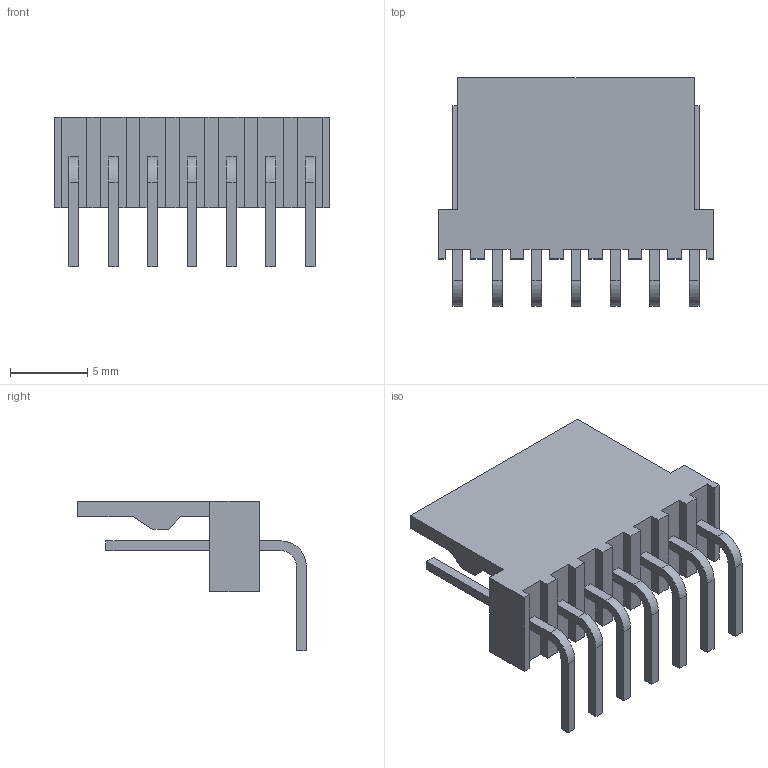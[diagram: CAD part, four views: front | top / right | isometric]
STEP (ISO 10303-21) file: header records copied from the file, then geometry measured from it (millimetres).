
FILE_DESCRIPTION((''),'2;1');
FILE_NAME('MOLEX_22-05-7078.stp','2013-06-20T09:16:27',(''),(''),'Mechanical Desktop 2011','Mechanical Desktop 2011',', , ');
FILE_SCHEMA(('AUTOMOTIVE_DESIGN { 1 2 10303 214 1 1 1 1 }'));
Length unit declared in the file: millimetre
Products named in the file (1): Product
Bounding box: 17.78 x 14.74 x 9.64 mm (x, y, z)
Volume: 481.8 mm3; surface area: 1013.8 mm2
Topology: 15 solids, 15 shells, 184 faces, 444 edges, 296 vertices
Faces by surface type: plane 128, bspline 42, cylinder 14
Entity records: 5314 total; most frequent: CARTESIAN_POINT 1051, ORIENTED_EDGE 888, DIRECTION 758, EDGE_CURVE 444, VECTOR 416, LINE 416, VERTEX_POINT 296, EDGE_LOOP 190
